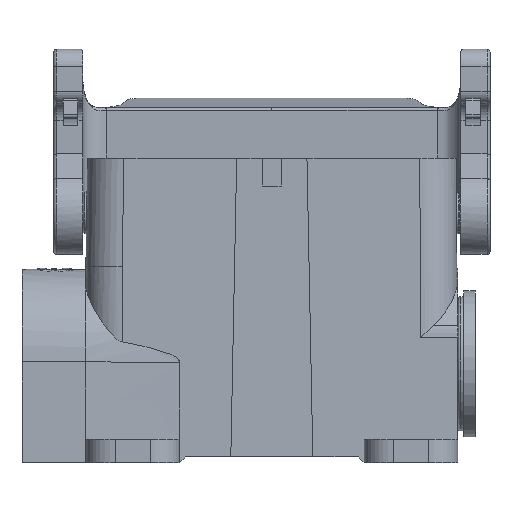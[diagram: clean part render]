
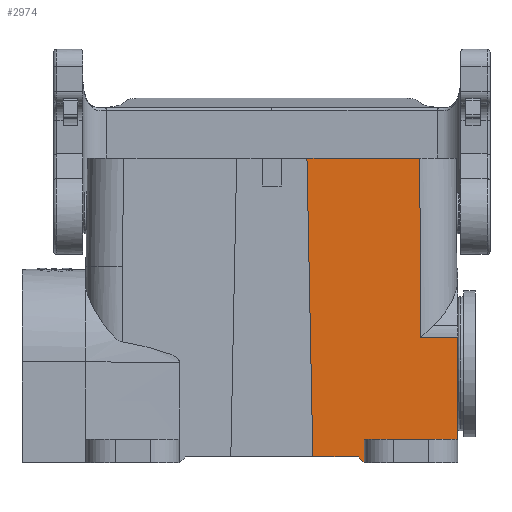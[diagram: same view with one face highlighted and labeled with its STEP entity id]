
A CAD part, front view. The second image highlights one B-rep face of the part: STEP entity #2974.
In plain terms, the highlighted planar face has unit normal (0, -1, 0.008).
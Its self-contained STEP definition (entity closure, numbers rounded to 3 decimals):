
#175=CARTESIAN_POINT('',(31.75,-15.31,-30.56));
#176=VERTEX_POINT('',#175);
#184=CARTESIAN_POINT('',(31.75,-15.445,-48.15));
#185=VERTEX_POINT('',#184);
#186=CARTESIAN_POINT('',(31.75,-15.31,-30.56));
#187=DIRECTION('',(0.0,-0.008,-1.));
#188=VECTOR('',#187,17.59);
#189=LINE('',#186,#188);
#190=EDGE_CURVE('',#176,#185,#189,.T.);
#1976=CARTESIAN_POINT('',(15.75,-15.445,-48.15));
#1977=VERTEX_POINT('',#1976);
#1984=CARTESIAN_POINT('',(15.75,-15.475,-52.0));
#1985=VERTEX_POINT('',#1984);
#1986=CARTESIAN_POINT('',(15.75,-15.445,-48.15));
#1987=DIRECTION('',(0.0,-0.008,-1.));
#1988=VECTOR('',#1987,3.85);
#1989=LINE('',#1986,#1988);
#1990=EDGE_CURVE('',#1977,#1985,#1989,.T.);
#2762=CARTESIAN_POINT('',(6.,-15.075,0.));
#2763=VERTEX_POINT('',#2762);
#2772=CARTESIAN_POINT('',(25.25,-15.075,0.));
#2773=VERTEX_POINT('',#2772);
#2774=CARTESIAN_POINT('',(25.25,-15.075,0.));
#2775=DIRECTION('',(-1.0,0.0,0.0));
#2776=VECTOR('',#2775,19.25);
#2777=LINE('',#2774,#2776);
#2778=EDGE_CURVE('',#2773,#2763,#2777,.T.);
#2922=CARTESIAN_POINT('',(32.0,-15.475,-52.0));
#2923=DIRECTION('',(0.0,-1.,0.008));
#2924=DIRECTION('',(0.0,-0.008,-1.));
#2925=AXIS2_PLACEMENT_3D('',#2922,#2923,#2924);
#2926=PLANE('',#2925);
#2927=ORIENTED_EDGE('',*,*,#190,.F.);
#2928=CARTESIAN_POINT('',(25.426,-15.31,-30.56));
#2929=VERTEX_POINT('',#2928);
#2930=CARTESIAN_POINT('',(31.75,-15.31,-30.56));
#2931=DIRECTION('',(-1.0,0.0,0.0));
#2932=VECTOR('',#2931,6.324);
#2933=LINE('',#2930,#2932);
#2934=EDGE_CURVE('',#176,#2929,#2933,.T.);
#2935=ORIENTED_EDGE('',*,*,#2934,.T.);
#2936=CARTESIAN_POINT('',(25.426,-15.31,-30.56));
#2937=DIRECTION('',(-0.006,0.008,1.));
#2938=VECTOR('',#2937,30.562);
#2939=LINE('',#2936,#2938);
#2940=EDGE_CURVE('',#2929,#2773,#2939,.T.);
#2941=ORIENTED_EDGE('',*,*,#2940,.T.);
#2942=ORIENTED_EDGE('',*,*,#2778,.T.);
#2943=CARTESIAN_POINT('',(7.,-15.467,-51.));
#2944=VERTEX_POINT('',#2943);
#2945=CARTESIAN_POINT('',(7.,-15.467,-51.));
#2946=DIRECTION('',(-0.02,0.008,1.));
#2947=VECTOR('',#2946,51.011);
#2948=LINE('',#2945,#2947);
#2949=EDGE_CURVE('',#2944,#2763,#2948,.T.);
#2950=ORIENTED_EDGE('',*,*,#2949,.F.);
#2951=CARTESIAN_POINT('',(14.75,-15.467,-51.));
#2952=VERTEX_POINT('',#2951);
#2953=CARTESIAN_POINT('',(7.,-15.467,-51.));
#2954=DIRECTION('',(1.0,0.0,0.0));
#2955=VECTOR('',#2954,7.75);
#2956=LINE('',#2953,#2955);
#2957=EDGE_CURVE('',#2944,#2952,#2956,.T.);
#2958=ORIENTED_EDGE('',*,*,#2957,.T.);
#2959=CARTESIAN_POINT('',(14.75,-15.467,-51.));
#2960=DIRECTION('',(0.707,-0.005,-0.707));
#2961=VECTOR('',#2960,1.414);
#2962=LINE('',#2959,#2961);
#2963=EDGE_CURVE('',#2952,#1985,#2962,.T.);
#2964=ORIENTED_EDGE('',*,*,#2963,.T.);
#2965=ORIENTED_EDGE('',*,*,#1990,.F.);
#2966=CARTESIAN_POINT('',(15.75,-15.445,-48.15));
#2967=DIRECTION('',(1.0,0.0,0.0));
#2968=VECTOR('',#2967,16.);
#2969=LINE('',#2966,#2968);
#2970=EDGE_CURVE('',#1977,#185,#2969,.T.);
#2971=ORIENTED_EDGE('',*,*,#2970,.T.);
#2972=EDGE_LOOP('',(#2927,#2935,#2941,#2942,#2950,#2958,#2964,#2965,#2971));
#2973=FACE_OUTER_BOUND('',#2972,.T.);
#2974=ADVANCED_FACE('',(#2973),#2926,.T.);
